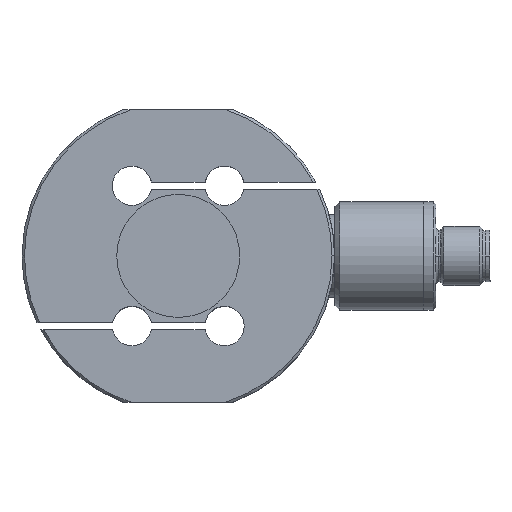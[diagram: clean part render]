
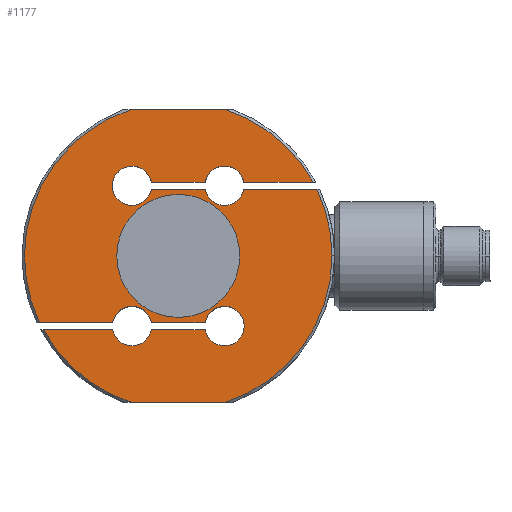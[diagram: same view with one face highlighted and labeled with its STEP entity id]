
A CAD part, top view. The second image highlights one B-rep face of the part: STEP entity #1177.
In plain terms, the highlighted planar face has unit normal (0, 0, 1).
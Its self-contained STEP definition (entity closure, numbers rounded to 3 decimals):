
#1177=ADVANCED_FACE('0:2081',(#2523,#2524),#2525,.T.);
#2523=FACE_BOUND('',#4116,.T.);
#2524=FACE_OUTER_BOUND('',#4117,.T.);
#2525=PLANE('',#4118);
#4116=EDGE_LOOP('',(#7713,#7714));
#4117=EDGE_LOOP('',(#7715,#7716,#7717,#7718,#7719,#7720,#7721,#7722,#7723,#7724,#7725,#7726,#7727,#7728,#7729,#7730,#7731,#7732,#7733,#7734,#7735,#7736,#7737,#7738));
#4118=AXIS2_PLACEMENT_3D('',#7739,#7740,#7741);
#7713=ORIENTED_EDGE('',*,*,#10178,.F.);
#7714=ORIENTED_EDGE('',*,*,#10720,.F.);
#7715=ORIENTED_EDGE('',*,*,#11066,.F.);
#7716=ORIENTED_EDGE('',*,*,#10566,.T.);
#7717=ORIENTED_EDGE('',*,*,#11067,.T.);
#7718=ORIENTED_EDGE('',*,*,#11068,.F.);
#7719=ORIENTED_EDGE('',*,*,#9947,.T.);
#7720=ORIENTED_EDGE('',*,*,#10698,.F.);
#7721=ORIENTED_EDGE('',*,*,#10300,.F.);
#7722=ORIENTED_EDGE('',*,*,#10775,.F.);
#7723=ORIENTED_EDGE('',*,*,#10935,.F.);
#7724=ORIENTED_EDGE('',*,*,#10994,.F.);
#7725=ORIENTED_EDGE('',*,*,#11069,.F.);
#7726=ORIENTED_EDGE('',*,*,#10188,.F.);
#7727=ORIENTED_EDGE('',*,*,#10941,.T.);
#7728=ORIENTED_EDGE('',*,*,#10968,.F.);
#7729=ORIENTED_EDGE('',*,*,#11070,.T.);
#7730=ORIENTED_EDGE('',*,*,#11071,.F.);
#7731=ORIENTED_EDGE('',*,*,#10984,.F.);
#7732=ORIENTED_EDGE('',*,*,#11072,.F.);
#7733=ORIENTED_EDGE('',*,*,#11073,.F.);
#7734=ORIENTED_EDGE('',*,*,#10853,.F.);
#7735=ORIENTED_EDGE('',*,*,#10962,.T.);
#7736=ORIENTED_EDGE('',*,*,#10032,.T.);
#7737=ORIENTED_EDGE('',*,*,#9937,.T.);
#7738=ORIENTED_EDGE('',*,*,#11074,.T.);
#7739=CARTESIAN_POINT('',(0.0,0.0,22.0));
#7740=DIRECTION('',(0.0,0.0,1.0));
#7741=DIRECTION('',(1.0,0.0,0.0));
#9937=EDGE_CURVE('0:2321',#11995,#11993,#11996,.T.);
#9947=EDGE_CURVE('0:2237',#12012,#12010,#12013,.T.);
#10032=EDGE_CURVE('0:2318',#12151,#11995,#12152,.T.);
#10178=EDGE_CURVE('0:2264',#12403,#12398,#12405,.T.);
#10188=EDGE_CURVE('0:2294',#12421,#12416,#12423,.T.);
#10300=EDGE_CURVE('0:2282',#12604,#12600,#12606,.T.);
#10566=EDGE_CURVE('0:2273',#13041,#13039,#13042,.T.);
#10698=EDGE_CURVE('',#12600,#12010,#13243,.T.);
#10720=EDGE_CURVE('',#12398,#12403,#13275,.T.);
#10775=EDGE_CURVE('0:2285',#13347,#12604,#13349,.T.);
#10853=EDGE_CURVE('0:2312',#13458,#13460,#13461,.T.);
#10935=EDGE_CURVE('0:2288',#13570,#13347,#13572,.T.);
#10941=EDGE_CURVE('0:2297',#12421,#13579,#13581,.T.);
#10962=EDGE_CURVE('0:2315',#13458,#12151,#13606,.T.);
#10968=EDGE_CURVE('0:2300',#13611,#13579,#13613,.T.);
#10984=EDGE_CURVE('0:2201',#13633,#13636,#13637,.T.);
#10994=EDGE_CURVE('0:2291',#13648,#13570,#13650,.T.);
#11066=EDGE_CURVE('0:2270',#13041,#13738,#13739,.T.);
#11067=EDGE_CURVE('0:2276',#13039,#13740,#13741,.T.);
#11068=EDGE_CURVE('0:2279',#12012,#13740,#13742,.T.);
#11069=EDGE_CURVE('',#12416,#13648,#13743,.T.);
#11070=EDGE_CURVE('0:2303',#13611,#13744,#13745,.T.);
#11071=EDGE_CURVE('0:2306',#13636,#13744,#13746,.T.);
#11072=EDGE_CURVE('',#13747,#13633,#13748,.T.);
#11073=EDGE_CURVE('0:2309',#13460,#13747,#13749,.T.);
#11074=EDGE_CURVE('',#11993,#13738,#13750,.T.);
#11993=VERTEX_POINT('',#14981);
#11995=VERTEX_POINT('',#14984);
#11996=CIRCLE('',#14985,4.0);
#12010=VERTEX_POINT('',#15002);
#12012=VERTEX_POINT('',#15013);
#12013=LINE('',#15014,#15015);
#12151=VERTEX_POINT('',#15254);
#12152=LINE('',#15255,#15256);
#12398=VERTEX_POINT('',#15691);
#12403=VERTEX_POINT('',#15697);
#12405=CIRCLE('',#15700,12.5);
#12416=VERTEX_POINT('',#15713);
#12421=VERTEX_POINT('',#15719);
#12423=CIRCLE('',#15722,4.0);
#12600=VERTEX_POINT('',#16005);
#12604=VERTEX_POINT('',#16010);
#12606=CIRCLE('',#16021,31.25);
#13039=VERTEX_POINT('',#16824);
#13041=VERTEX_POINT('',#16827);
#13042=CIRCLE('',#16828,4.0);
#13243=CIRCLE('',#17180,31.25);
#13275=CIRCLE('',#17241,12.5);
#13347=VERTEX_POINT('',#17347);
#13349=LINE('',#17350,#17351);
#13458=VERTEX_POINT('',#17532);
#13460=VERTEX_POINT('',#17535);
#13461=LINE('',#17536,#17537);
#13570=VERTEX_POINT('',#17761);
#13572=CIRCLE('',#17764,4.0);
#13579=VERTEX_POINT('',#17779);
#13581=LINE('',#17782,#17783);
#13606=CIRCLE('',#17831,4.0);
#13611=VERTEX_POINT('',#17837);
#13613=CIRCLE('',#17840,4.0);
#13633=VERTEX_POINT('',#17875);
#13636=VERTEX_POINT('',#17887);
#13637=LINE('',#17888,#17889);
#13648=VERTEX_POINT('',#17922);
#13650=LINE('',#17925,#17926);
#13738=VERTEX_POINT('',#18071);
#13739=LINE('',#18072,#18073);
#13740=VERTEX_POINT('',#18074);
#13741=LINE('',#18075,#18076);
#13742=CIRCLE('',#18077,31.25);
#13743=CIRCLE('',#18078,4.0);
#13744=VERTEX_POINT('',#18079);
#13745=LINE('',#18080,#18081);
#13746=CIRCLE('',#18082,31.25);
#13747=VERTEX_POINT('',#18083);
#13748=CIRCLE('',#18084,31.25);
#13749=CIRCLE('',#18085,31.25);
#13750=CIRCLE('',#18086,4.0);
#14981=CARTESIAN_POINT('',(13.4,-14.25,22.0));
#14984=CARTESIAN_POINT('',(5.471,-13.5,22.0));
#14985=AXIS2_PLACEMENT_3D('',#19070,#19071,#19072);
#15002=CARTESIAN_POINT('',(9.566,-29.75,22.0));
#15013=CARTESIAN_POINT('',(-9.566,-29.75,22.0));
#15014=CARTESIAN_POINT('',(-37.0,-29.75,22.0));
#15015=VECTOR('',#19085,1.0);
#15254=CARTESIAN_POINT('',(-5.471,-13.5,22.0));
#15255=CARTESIAN_POINT('',(-9.4,-13.5,22.0));
#15256=VECTOR('',#19156,1.0);
#15691=CARTESIAN_POINT('',(-12.5,0.,22.0));
#15697=CARTESIAN_POINT('',(12.5,0.,22.0));
#15700=AXIS2_PLACEMENT_3D('',#19294,#19295,#19296);
#15713=CARTESIAN_POINT('',(-13.4,14.25,22.0));
#15719=CARTESIAN_POINT('',(-5.471,15.0,22.0));
#15722=AXIS2_PLACEMENT_3D('',#19310,#19311,#19312);
#16005=CARTESIAN_POINT('',(31.25,0.,22.0));
#16010=CARTESIAN_POINT('',(28.184,13.5,22.0));
#16021=AXIS2_PLACEMENT_3D('',#19428,#19429,#19430);
#16824=CARTESIAN_POINT('',(-13.329,-15.0,22.0));
#16827=CARTESIAN_POINT('',(-5.471,-15.0,22.0));
#16828=AXIS2_PLACEMENT_3D('',#19680,#19681,#19682);
#17180=AXIS2_PLACEMENT_3D('',#19811,#19812,#19813);
#17241=AXIS2_PLACEMENT_3D('',#19831,#19832,#19833);
#17347=CARTESIAN_POINT('',(13.329,13.5,22.0));
#17350=CARTESIAN_POINT('',(-9.4,13.5,22.0));
#17351=VECTOR('',#19882,1.0);
#17532=CARTESIAN_POINT('',(-13.329,-13.5,22.0));
#17535=CARTESIAN_POINT('',(-28.184,-13.5,22.0));
#17536=CARTESIAN_POINT('',(-9.4,-13.5,22.0));
#17537=VECTOR('',#19934,1.0);
#17761=CARTESIAN_POINT('',(5.471,13.5,22.0));
#17764=AXIS2_PLACEMENT_3D('',#19992,#19993,#19994);
#17779=CARTESIAN_POINT('',(5.471,15.0,22.0));
#17782=CARTESIAN_POINT('',(-9.4,15.0,22.0));
#17783=VECTOR('',#19997,1.0);
#17831=AXIS2_PLACEMENT_3D('',#20008,#20009,#20010);
#17837=CARTESIAN_POINT('',(13.329,15.0,22.0));
#17840=AXIS2_PLACEMENT_3D('',#20013,#20014,#20015);
#17875=CARTESIAN_POINT('',(-9.566,29.75,22.0));
#17887=CARTESIAN_POINT('',(9.566,29.75,22.0));
#17888=CARTESIAN_POINT('',(-37.0,29.75,22.0));
#17889=VECTOR('',#20023,1.0);
#17922=CARTESIAN_POINT('',(-5.471,13.5,22.0));
#17925=CARTESIAN_POINT('',(-9.4,13.5,22.0));
#17926=VECTOR('',#20029,1.0);
#18071=CARTESIAN_POINT('',(5.471,-15.0,22.0));
#18072=CARTESIAN_POINT('',(-9.4,-15.0,22.0));
#18073=VECTOR('',#20091,1.0);
#18074=CARTESIAN_POINT('',(-27.415,-15.0,22.0));
#18075=CARTESIAN_POINT('',(-9.4,-15.0,22.0));
#18076=VECTOR('',#20092,1.0);
#18077=AXIS2_PLACEMENT_3D('',#20093,#20094,#20095);
#18078=AXIS2_PLACEMENT_3D('',#20096,#20097,#20098);
#18079=CARTESIAN_POINT('',(27.415,15.0,22.0));
#18080=CARTESIAN_POINT('',(-9.4,15.0,22.0));
#18081=VECTOR('',#20099,1.0);
#18082=AXIS2_PLACEMENT_3D('',#20100,#20101,#20102);
#18083=CARTESIAN_POINT('',(-31.25,0.,22.0));
#18084=AXIS2_PLACEMENT_3D('',#20103,#20104,#20105);
#18085=AXIS2_PLACEMENT_3D('',#20106,#20107,#20108);
#18086=AXIS2_PLACEMENT_3D('',#20109,#20110,#20111);
#19070=CARTESIAN_POINT('',(9.4,-14.25,22.0));
#19071=DIRECTION('',(0.0,0.0,-1.0));
#19072=DIRECTION('',(1.0,0.0,0.0));
#19085=DIRECTION('',(1.0,0.,0.0));
#19156=DIRECTION('',(1.0,0.,0.0));
#19294=CARTESIAN_POINT('',(0.0,0.,22.0));
#19295=DIRECTION('',(0.0,0.0,1.0));
#19296=DIRECTION('',(1.0,0.0,0.0));
#19310=CARTESIAN_POINT('',(-9.4,14.25,22.0));
#19311=DIRECTION('',(0.0,0.0,1.0));
#19312=DIRECTION('',(1.0,0.0,0.0));
#19428=CARTESIAN_POINT('',(0.0,0.0,22.0));
#19429=DIRECTION('',(-0.0,0.0,-1.0));
#19430=DIRECTION('',(-1.0,0.0,0.0));
#19680=CARTESIAN_POINT('',(-9.4,-14.25,22.0));
#19681=DIRECTION('',(0.0,0.0,-1.0));
#19682=DIRECTION('',(1.0,0.0,0.0));
#19811=CARTESIAN_POINT('',(0.0,0.0,22.0));
#19812=DIRECTION('',(-0.0,0.0,-1.0));
#19813=DIRECTION('',(-1.0,0.0,0.0));
#19831=CARTESIAN_POINT('',(0.0,0.,22.0));
#19832=DIRECTION('',(0.0,0.0,1.0));
#19833=DIRECTION('',(1.0,0.0,0.0));
#19882=DIRECTION('',(1.0,0.,0.0));
#19934=DIRECTION('',(-1.0,0.0,0.0));
#19992=CARTESIAN_POINT('',(9.4,14.25,22.0));
#19993=DIRECTION('',(0.0,0.0,1.0));
#19994=DIRECTION('',(1.0,0.0,0.0));
#19997=DIRECTION('',(1.0,0.0,0.0));
#20008=CARTESIAN_POINT('',(-9.4,-14.25,22.0));
#20009=DIRECTION('',(0.0,0.0,-1.0));
#20010=DIRECTION('',(1.0,0.0,0.0));
#20013=CARTESIAN_POINT('',(9.4,14.25,22.0));
#20014=DIRECTION('',(0.0,0.0,1.0));
#20015=DIRECTION('',(1.0,0.0,0.0));
#20023=DIRECTION('',(1.0,0.0,0.0));
#20029=DIRECTION('',(1.0,0.,0.0));
#20091=DIRECTION('',(1.0,0.0,0.0));
#20092=DIRECTION('',(-1.0,0.0,0.0));
#20093=CARTESIAN_POINT('',(0.0,0.0,22.0));
#20094=DIRECTION('',(-0.0,0.0,-1.0));
#20095=DIRECTION('',(-1.0,0.0,0.0));
#20096=CARTESIAN_POINT('',(-9.4,14.25,22.0));
#20097=DIRECTION('',(0.0,0.0,1.0));
#20098=DIRECTION('',(1.0,0.0,0.0));
#20099=DIRECTION('',(1.0,0.0,0.0));
#20100=CARTESIAN_POINT('',(0.0,0.0,22.0));
#20101=DIRECTION('',(-0.0,0.0,-1.0));
#20102=DIRECTION('',(-1.0,0.0,0.0));
#20103=CARTESIAN_POINT('',(0.0,0.0,22.0));
#20104=DIRECTION('',(-0.0,0.0,-1.0));
#20105=DIRECTION('',(-1.0,0.0,0.0));
#20106=CARTESIAN_POINT('',(0.0,0.0,22.0));
#20107=DIRECTION('',(-0.0,0.0,-1.0));
#20108=DIRECTION('',(-1.0,0.0,0.0));
#20109=CARTESIAN_POINT('',(9.4,-14.25,22.0));
#20110=DIRECTION('',(0.0,0.0,-1.0));
#20111=DIRECTION('',(1.0,0.0,0.0));
